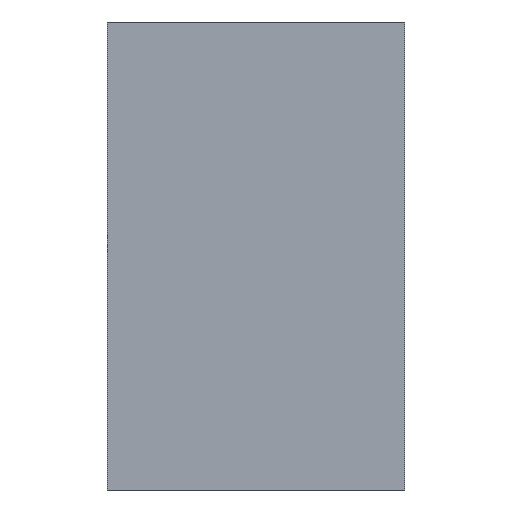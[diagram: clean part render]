
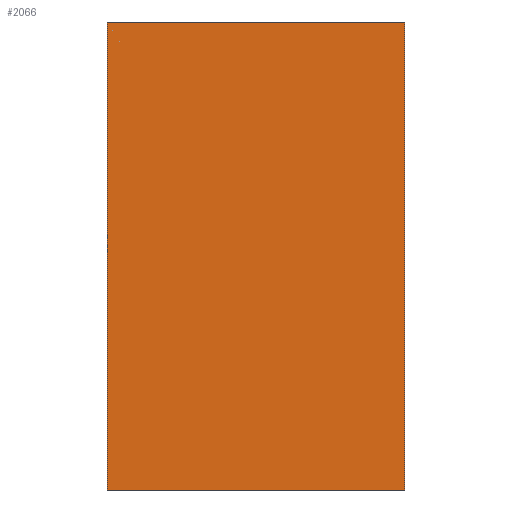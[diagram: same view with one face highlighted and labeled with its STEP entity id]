
A CAD part, front view. The second image highlights one B-rep face of the part: STEP entity #2066.
In plain terms, the highlighted planar face has unit normal (0, -1, 0).
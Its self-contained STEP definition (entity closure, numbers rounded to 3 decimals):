
#1584=CARTESIAN_POINT('Line Origine',(-70.,75.5,40.)) ;
#1588=CARTESIAN_POINT('Vertex',(-70.,75.5,150.)) ;
#1590=CARTESIAN_POINT('Vertex',(-70.,75.5,-70.)) ;
#1615=CARTESIAN_POINT('Line Origine',(0.,75.5,150.)) ;
#1619=CARTESIAN_POINT('Vertex',(70.,75.5,150.)) ;
#1639=CARTESIAN_POINT('Line Origine',(70.,75.5,40.)) ;
#1643=CARTESIAN_POINT('Vertex',(70.,75.5,-70.)) ;
#1663=CARTESIAN_POINT('Line Origine',(0.,75.5,-70.)) ;
#2055=CARTESIAN_POINT('Axis2P3D Location',(0.,75.5,40.)) ;
#1585=DIRECTION('Vector Direction',(0.,0.,1.)) ;
#1616=DIRECTION('Vector Direction',(1.,0.,0.)) ;
#1640=DIRECTION('Vector Direction',(0.,0.,-1.)) ;
#1664=DIRECTION('Vector Direction',(1.,0.,0.)) ;
#2056=DIRECTION('Axis2P3D Direction',(0.,1.,0.)) ;
#2057=DIRECTION('Axis2P3D XDirection',(-1.,0.,0.)) ;
#2058=AXIS2_PLACEMENT_3D('Plane Axis2P3D',#2055,#2056,#2057) ;
#2061=ORIENTED_EDGE('',*,*,#1667,.T.) ;
#2062=ORIENTED_EDGE('',*,*,#1645,.T.) ;
#2063=ORIENTED_EDGE('',*,*,#1621,.F.) ;
#2064=ORIENTED_EDGE('',*,*,#1592,.T.) ;
#1586=VECTOR('Line Direction',#1585,1.) ;
#1617=VECTOR('Line Direction',#1616,1.) ;
#1641=VECTOR('Line Direction',#1640,1.) ;
#1665=VECTOR('Line Direction',#1664,1.) ;
#2066=ADVANCED_FACE('PartBody',(#2065),#2059,.F.) ;
#1592=EDGE_CURVE('',#1589,#1591,#1587,.F.) ;
#1621=EDGE_CURVE('',#1589,#1620,#1618,.T.) ;
#1645=EDGE_CURVE('',#1644,#1620,#1642,.F.) ;
#1667=EDGE_CURVE('',#1591,#1644,#1666,.T.) ;
#2060=EDGE_LOOP('',(#2061,#2062,#2063,#2064)) ;
#2065=FACE_OUTER_BOUND('',#2060,.T.) ;
#1587=LINE('Line',#1584,#1586) ;
#1618=LINE('Line',#1615,#1617) ;
#1642=LINE('Line',#1639,#1641) ;
#1666=LINE('Line',#1663,#1665) ;
#2059=PLANE('',#2058) ;
#1589=VERTEX_POINT('',#1588) ;
#1591=VERTEX_POINT('',#1590) ;
#1620=VERTEX_POINT('',#1619) ;
#1644=VERTEX_POINT('',#1643) ;
